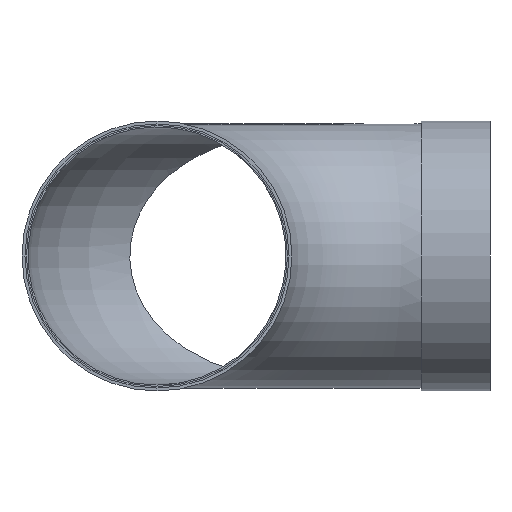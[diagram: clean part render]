
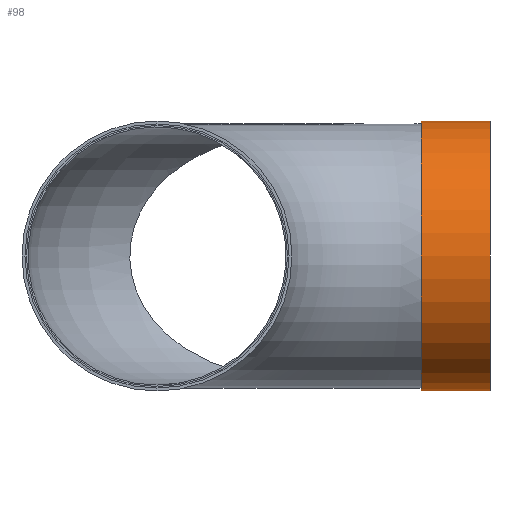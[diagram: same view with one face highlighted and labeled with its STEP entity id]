
A CAD part, left-side view. The second image highlights one B-rep face of the part: STEP entity #98.
In plain terms, the highlighted cylindrical face has radius 81.8 mm (diameter 163.6 mm), a full revolution.
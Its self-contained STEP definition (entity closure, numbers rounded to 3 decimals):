
#98 = ADVANCED_FACE( '', ( #203, #204 ), #205, .T. );
#203 = FACE_OUTER_BOUND( '', #309, .T. );
#204 = FACE_OUTER_BOUND( '', #310, .T. );
#205 = CYLINDRICAL_SURFACE( '', #311, 81.8 );
#309 = EDGE_LOOP( '', ( #435 ) );
#310 = EDGE_LOOP( '', ( #436 ) );
#311 = AXIS2_PLACEMENT_3D( '', #437, #438, #439 );
#435 = ORIENTED_EDGE( '', *, *, #501, .T. );
#436 = ORIENTED_EDGE( '', *, *, #519, .F. );
#437 = CARTESIAN_POINT( '', ( 0., 0., 0. ) );
#438 = DIRECTION( '', ( 0., 1., 0. ) );
#439 = DIRECTION( '', ( 0., 0., -1. ) );
#501 = EDGE_CURVE( '', #556, #556, #557, .T. );
#519 = EDGE_CURVE( '', #586, #586, #587, .T. );
#556 = VERTEX_POINT( '', #631 );
#557 = CIRCLE( '', #632, 81.8 );
#586 = VERTEX_POINT( '', #1026 );
#587 = CIRCLE( '', #1027, 81.8 );
#631 = CARTESIAN_POINT( '', ( 0., 41.8, -81.8 ) );
#632 = AXIS2_PLACEMENT_3D( '', #1486, #1487, #1488 );
#1026 = CARTESIAN_POINT( '', ( 0., 0., -81.8 ) );
#1027 = AXIS2_PLACEMENT_3D( '', #1513, #1514, #1515 );
#1486 = CARTESIAN_POINT( '', ( 0., 41.8, 0. ) );
#1487 = DIRECTION( '', ( 0., -1., 0. ) );
#1488 = DIRECTION( '', ( 0., 0., -1. ) );
#1513 = CARTESIAN_POINT( '', ( 0., 0., 0. ) );
#1514 = DIRECTION( '', ( 0., -1., 0. ) );
#1515 = DIRECTION( '', ( 0., 0., -1. ) );
